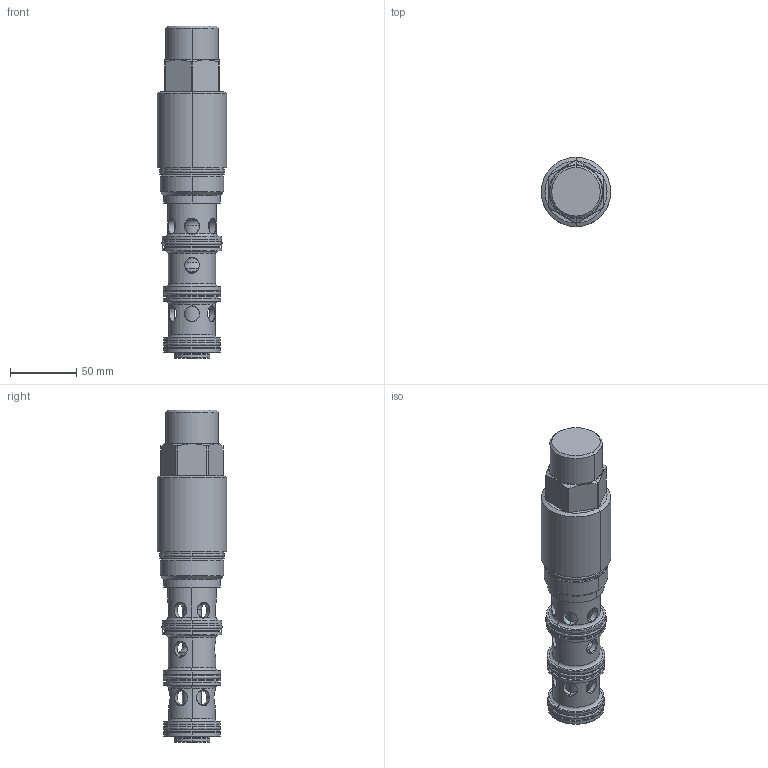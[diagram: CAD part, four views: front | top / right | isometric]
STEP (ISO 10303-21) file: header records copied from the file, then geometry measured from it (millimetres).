
FILE_DESCRIPTION((''),'2;1');
FILE_NAME('DSIO-XCN_PRT','2009-04-14T',('Administrator'),(''),'PRO/ENGINEER BY PARAMETRIC TECHNOLOGY CORPORATION, 2006240','PRO/ENGINEER BY PARAMETRIC TECHNOLOGY CORPORATION, 2006240','');
FILE_SCHEMA(('CONFIG_CONTROL_DESIGN'));
Length unit declared in the file: inch
Products named in the file (1): DSIO-XCN_PRT
Bounding box: 52.3 x 52.3 x 250.48 mm (x, y, z)
Volume: 327433.2 mm3; surface area: 62267.5 mm2
Topology: 4 solids, 14 shells, 429 faces, 998 edges, 612 vertices
Faces by surface type: cylinder 181, torus 90, plane 84, cone 60, revolution 14
Entity records: 14704 total; most frequent: CARTESIAN_POINT 4741, DIRECTION 2190, ORIENTED_EDGE 1988, EDGE_CURVE 994, AXIS2_PLACEMENT_3D 975, VERTEX_POINT 612, CIRCLE 560, EDGE_LOOP 512
